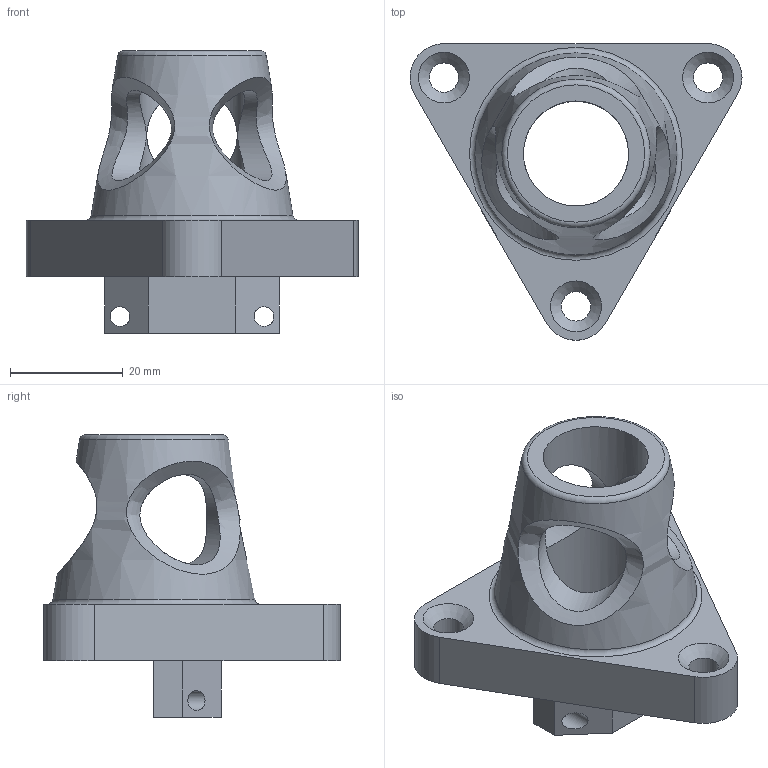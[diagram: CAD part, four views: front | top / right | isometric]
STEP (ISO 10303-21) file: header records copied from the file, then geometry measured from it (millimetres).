
FILE_DESCRIPTION(/* description */ ('Alibre Inc.'),/* implementation_level */ '2;1');
FILE_NAME(/* name */ 'export0',/* time_stamp */ '2015-07-05T23:15:47+12:00',/* author */ (''),/* organization */ (''),/* preprocessor_version */ 'ST-DEVELOPER v14',/* originating_system */ 'Alibre',/* authorisation */ '');
FILE_SCHEMA (('CONFIG_CONTROL_DESIGN'));
Length unit declared in the file: centimetre
Products named in the file (1): ID_1
Bounding box: 58.77 x 52.5 x 50 mm (x, y, z)
Volume: 26679 mm3; surface area: 10597.3 mm2
Topology: 1 solids, 1 shells, 58 faces, 158 edges, 104 vertices
Faces by surface type: plane 36, cylinder 12, cone 4, bspline 3, torus 2, extrusion 1
Full cylindrical faces by diameter (mm): 3.5 x2, 5.2 x3, 16 x3, 18.6 x1
Entity records: 2632 total; most frequent: CARTESIAN_POINT 1222, ORIENTED_EDGE 260, DIRECTION 222, EDGE_CURVE 130, EDGE_LOOP 95, FACE_BOUND 95, VERTEX_POINT 93, VECTOR 92
